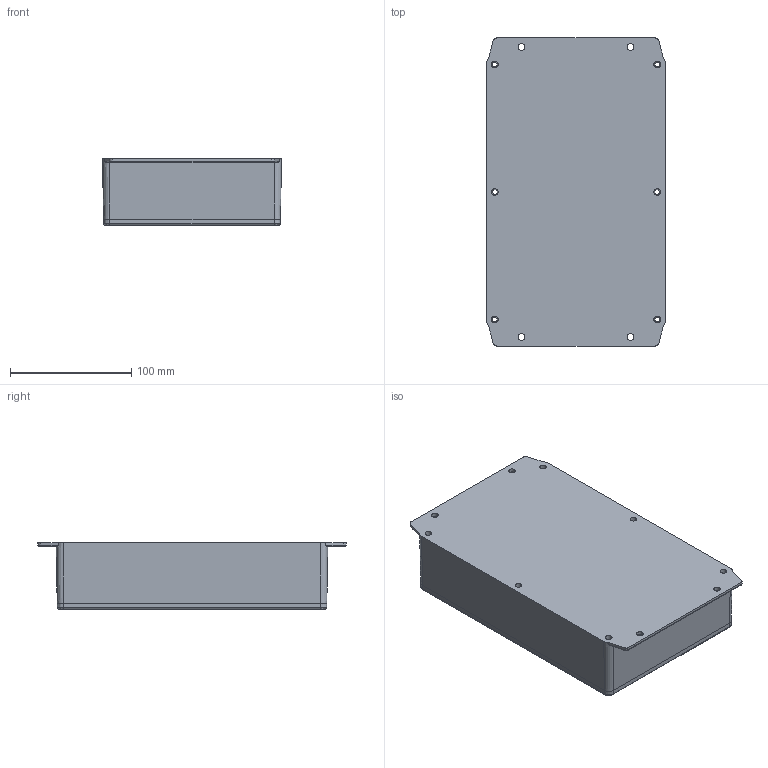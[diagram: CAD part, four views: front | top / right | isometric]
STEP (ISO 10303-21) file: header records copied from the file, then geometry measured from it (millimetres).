
FILE_DESCRIPTION (( 'STEP AP214' ), '1' );
FILE_NAME ('G124MF.STEP', '2010-11-12T07:50:28', ( 'NEF User' ), ( 'NEF User' ), 'SwSTEP 2.0', 'SolidWorks 2010', '' );
FILE_SCHEMA (( 'AUTOMOTIVE_DESIGN' ));
Length unit declared in the file: millimetre
Products named in the file (3): G124-COVER; G124MF; G124-BASE
Assembly tree (2 placements, depth 2):
  G124MF
    G124-COVER
    G124-BASE
Bounding box: 147.75 x 254.25 x 55 mm (x, y, z)
Volume: 346230.7 mm3; surface area: 228080.5 mm2
Topology: 2 solids, 2 shells, 485 faces, 1253 edges, 793 vertices
Faces by surface type: cylinder 194, plane 179, cone 55, bspline 28, torus 23, sphere 6
Entity records: 17779 total; most frequent: CARTESIAN_POINT 5746, DIRECTION 2571, ORIENTED_EDGE 2502, EDGE_CURVE 1251, AXIS2_PLACEMENT_3D 962, VERTEX_POINT 793, LINE 647, VECTOR 647
